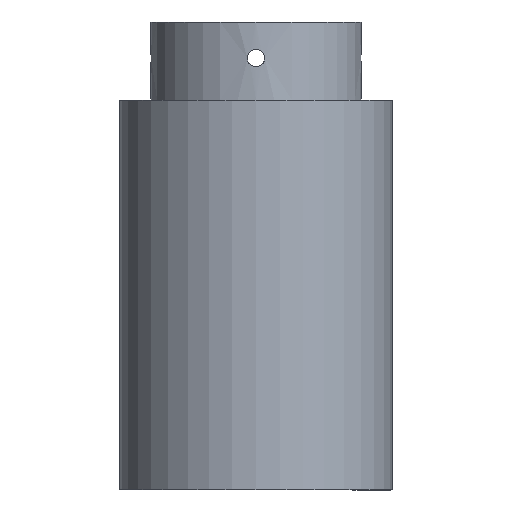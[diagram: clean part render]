
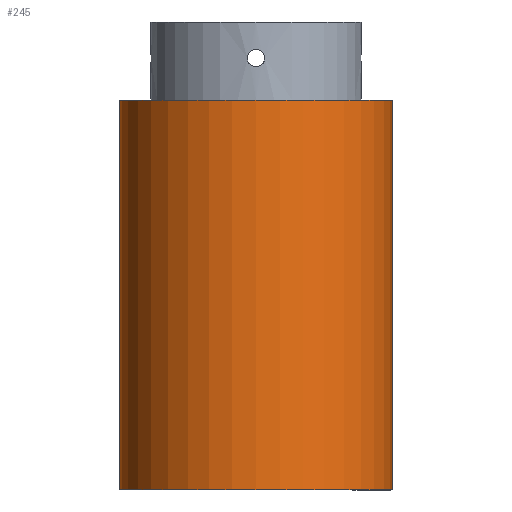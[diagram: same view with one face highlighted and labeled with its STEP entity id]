
A CAD part, front view. The second image highlights one B-rep face of the part: STEP entity #245.
In plain terms, the highlighted cylindrical face has radius 35 mm (diameter 70 mm), a full revolution.
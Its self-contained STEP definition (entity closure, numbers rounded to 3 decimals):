
#34=LINE('',#520,#44);
#44=VECTOR('',#316,16.);
#53=CYLINDRICAL_SURFACE('',#277,35.);
#73=FACE_OUTER_BOUND('',#90,.T.);
#90=EDGE_LOOP('',(#193,#194,#195,#196));
#107=CIRCLE('',#274,35.);
#109=CIRCLE('',#278,35.);
#115=VERTEX_POINT('',#352);
#127=VERTEX_POINT('',#518);
#140=EDGE_CURVE('',#115,#115,#107,.T.);
#154=EDGE_CURVE('',#127,#127,#109,.F.);
#155=EDGE_CURVE('',#127,#115,#34,.T.);
#193=ORIENTED_EDGE('',*,*,#154,.T.);
#194=ORIENTED_EDGE('',*,*,#155,.T.);
#195=ORIENTED_EDGE('',*,*,#140,.T.);
#196=ORIENTED_EDGE('',*,*,#155,.F.);
#245=ADVANCED_FACE('',(#73),#53,.T.);
#274=AXIS2_PLACEMENT_3D('',#353,#304,#305);
#277=AXIS2_PLACEMENT_3D('',#517,#312,#313);
#278=AXIS2_PLACEMENT_3D('',#519,#314,#315);
#304=DIRECTION('center_axis',(0.,0.,
-1.));
#305=DIRECTION('ref_axis',(-1.,0.,0.));
#312=DIRECTION('center_axis',(0.,0.,
-1.));
#313=DIRECTION('ref_axis',(-1.,0.,0.));
#314=DIRECTION('center_axis',(0.,0.,
-1.));
#315=DIRECTION('ref_axis',(-1.,0.,0.));
#316=DIRECTION('',(0.,0.,1.));
#352=CARTESIAN_POINT('',(34.839,0.132,-21.022));
#353=CARTESIAN_POINT('Origin',(-0.161,0.132,-21.022));
#517=CARTESIAN_POINT('Origin',(-0.161,0.132,-13.022));
#518=CARTESIAN_POINT('',(34.839,0.132,-121.022));
#519=CARTESIAN_POINT('Origin',(-0.161,0.132,-121.022));
#520=CARTESIAN_POINT('',(34.839,0.132,-13.022));
